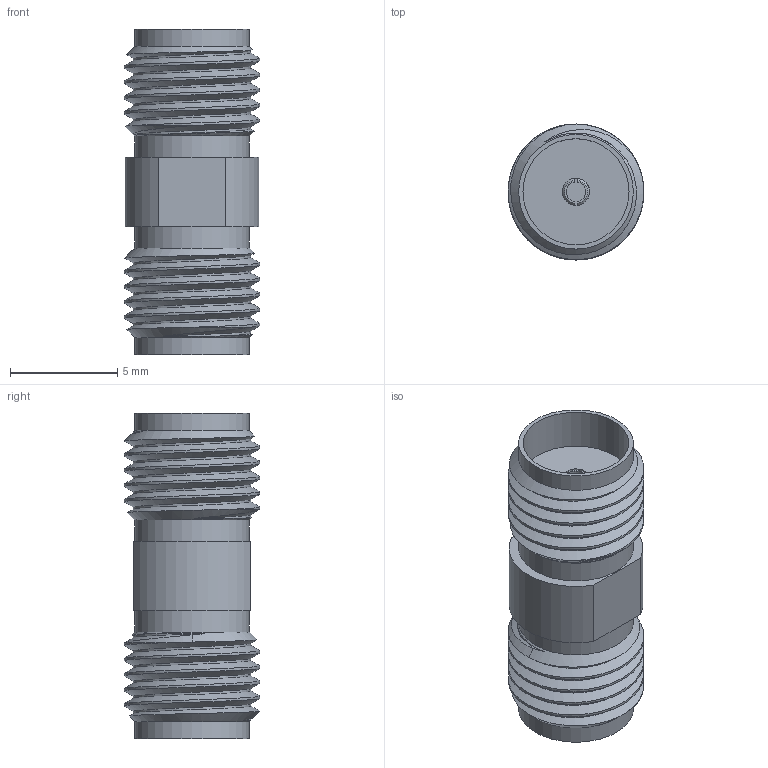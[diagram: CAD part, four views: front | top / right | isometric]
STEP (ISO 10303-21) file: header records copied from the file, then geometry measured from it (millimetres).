
FILE_DESCRIPTION(/* description */ ('Unknown'),/* implementation_level */ '2;1');
FILE_NAME(/* name */ '64403103111000',/* time_stamp */ '2018-01-12T11:55:07+01:00',/* author */ ('Unknown'),/* organization */ ('Unknown'),/* preprocessor_version */ 'ST-DEVELOPER v16.7',/* originating_system */ 'DEX',/* authorisation */ $);
FILE_SCHEMA (('AUTOMOTIVE_DESIGN {1 0 10303 214 3 1 1}'));
Length unit declared in the file: millimetre
Products named in the file (1): 64403103111000
Bounding box: 6.33 x 6.33 x 15.2 mm (x, y, z)
Volume: 322.9 mm3; surface area: 511.8 mm2
Topology: 1 solids, 1 shells, 53 faces, 137 edges, 92 vertices
Faces by surface type: plane 22, cylinder 18, cone 9, bspline 4
Full cylindrical faces by diameter (mm): 1.27 x2, 4.95 x2, 5.35 x4
Entity records: 3193 total; most frequent: CARTESIAN_POINT 1669, DIRECTION 246, ORIENTED_EDGE 220, AXIS2_PLACEMENT_3D 111, EDGE_CURVE 110, VERTEX_POINT 78, EDGE_LOOP 70, FACE_BOUND 70
